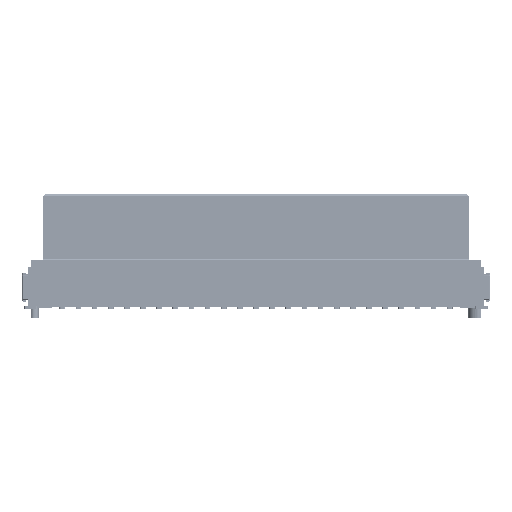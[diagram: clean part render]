
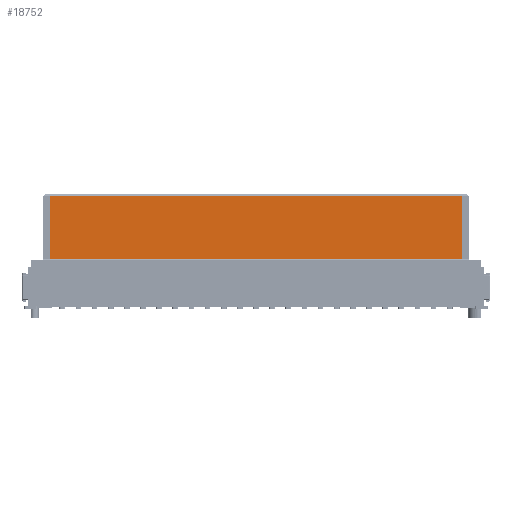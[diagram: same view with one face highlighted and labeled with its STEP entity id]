
A CAD part, front view. The second image highlights one B-rep face of the part: STEP entity #18752.
In plain terms, the highlighted planar face has unit normal (0, -1, 0).
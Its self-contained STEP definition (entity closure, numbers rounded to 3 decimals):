
#1067=DIRECTION('',(1.,0.,0.));
#1068=VECTOR('',#1067,32.5);
#1069=CARTESIAN_POINT('',(-16.25,-1.525,3.85));
#1070=LINE('',#1069,#1068);
#1074=DIRECTION('',(1.,0.,0.));
#1075=VECTOR('',#1074,32.5);
#1076=CARTESIAN_POINT('',(-16.25,-1.525,8.8));
#1077=LINE('',#1076,#1075);
#1081=DIRECTION('',(0.,0.,-1.));
#1082=VECTOR('',#1081,4.95);
#1083=CARTESIAN_POINT('',(16.25,-1.525,8.8));
#1084=LINE('',#1083,#1082);
#1124=DIRECTION('',(0.,0.,-1.));
#1125=VECTOR('',#1124,4.95);
#1126=CARTESIAN_POINT('',(-16.25,-1.525,8.8));
#1127=LINE('',#1126,#1125);
#15541=CARTESIAN_POINT('',(16.25,-1.525,8.8));
#15542=VERTEX_POINT('',#15541);
#15545=CARTESIAN_POINT('',(-16.25,-1.525,8.8));
#15546=VERTEX_POINT('',#15545);
#15587=CARTESIAN_POINT('',(16.25,-1.525,3.85));
#15588=VERTEX_POINT('',#15587);
#15591=CARTESIAN_POINT('',(-16.25,-1.525,3.85));
#15592=VERTEX_POINT('',#15591);
#18738=CARTESIAN_POINT('',(16.25,-1.525,9.));
#18739=DIRECTION('',(0.,1.,0.));
#18740=DIRECTION('',(-1.,0.,0.));
#18741=AXIS2_PLACEMENT_3D('',#18738,#18739,#18740);
#18742=PLANE('',#18741);
#18744=ORIENTED_EDGE('',*,*,#18743,.F.);
#18746=ORIENTED_EDGE('',*,*,#18745,.F.);
#18748=ORIENTED_EDGE('',*,*,#18747,.T.);
#18749=ORIENTED_EDGE('',*,*,#18730,.T.);
#18750=EDGE_LOOP('',(#18744,#18746,#18748,#18749));
#18751=FACE_OUTER_BOUND('',#18750,.F.);
#18752=ADVANCED_FACE('',(#18751),#18742,.F.);
#18730=EDGE_CURVE('',#15542,#15588,#1084,.T.);
#18743=EDGE_CURVE('',#15592,#15588,#1070,.T.);
#18745=EDGE_CURVE('',#15546,#15592,#1127,.T.);
#18747=EDGE_CURVE('',#15546,#15542,#1077,.T.);
